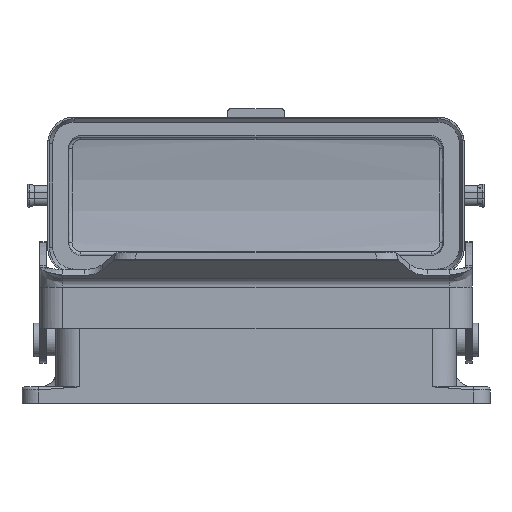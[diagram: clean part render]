
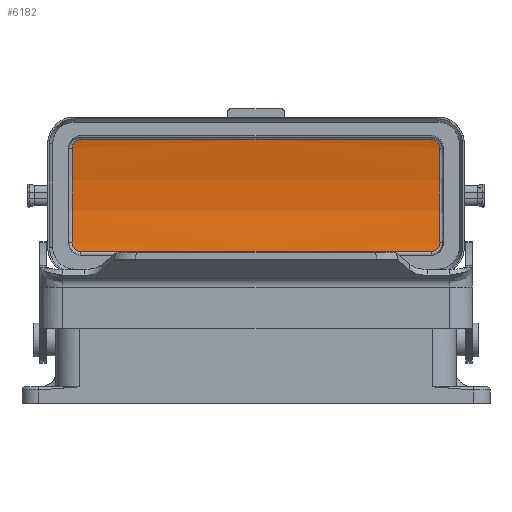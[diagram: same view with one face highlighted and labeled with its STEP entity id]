
A CAD part, front view. The second image highlights one B-rep face of the part: STEP entity #6182.
In plain terms, the highlighted cylindrical face has radius 77.95 mm (diameter 155.9 mm), a partial arc.
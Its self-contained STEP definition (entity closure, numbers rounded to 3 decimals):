
#5100=CYLINDRICAL_SURFACE('',#17426,77.95);
#5410=(
BOUNDED_CURVE()
B_SPLINE_CURVE(3,(#26028,#26029,#26030,#26031,#26032,#26033,#26034,#26035,
#26036,#26037),.UNSPECIFIED.,.F.,.F.)
B_SPLINE_CURVE_WITH_KNOTS((4,2,1,1,2,4),(0.,0.424,0.506,
0.638,0.868,1.),.UNSPECIFIED.)
CURVE()
GEOMETRIC_REPRESENTATION_ITEM()
RATIONAL_B_SPLINE_CURVE((1.,1.,1.,1.,1.,1.,1.,1.,1.,1.))
REPRESENTATION_ITEM('')
);
#5411=(
BOUNDED_CURVE()
B_SPLINE_CURVE(3,(#26041,#26042,#26043,#26044,#26045,#26046,#26047,#26048,
#26049),.UNSPECIFIED.,.F.,.F.)
B_SPLINE_CURVE_WITH_KNOTS((4,1,1,1,2,4),(0.,0.256,0.397,
0.514,0.612,1.),.UNSPECIFIED.)
CURVE()
GEOMETRIC_REPRESENTATION_ITEM()
RATIONAL_B_SPLINE_CURVE((1.,1.,1.,1.,1.,1.,1.,1.,1.))
REPRESENTATION_ITEM('')
);
#5412=(
BOUNDED_CURVE()
B_SPLINE_CURVE(3,(#26061,#26062,#26063,#26064,#26065,#26066,#26067,#26068,
#26069),.UNSPECIFIED.,.F.,.F.)
B_SPLINE_CURVE_WITH_KNOTS((4,2,1,1,1,4),(0.,0.388,0.486,
0.603,0.744,1.),.UNSPECIFIED.)
CURVE()
GEOMETRIC_REPRESENTATION_ITEM()
RATIONAL_B_SPLINE_CURVE((1.,1.,1.,1.,1.,
1.,1.,1.,1.))
REPRESENTATION_ITEM('')
);
#5413=(
BOUNDED_CURVE()
B_SPLINE_CURVE(3,(#26073,#26074,#26075,#26076,#26077,#26078,#26079,#26080,
#26081,#26082),.UNSPECIFIED.,.F.,.F.)
B_SPLINE_CURVE_WITH_KNOTS((4,2,1,1,2,4),(0.,0.132,0.362,
0.494,0.576,1.),.UNSPECIFIED.)
CURVE()
GEOMETRIC_REPRESENTATION_ITEM()
RATIONAL_B_SPLINE_CURVE((1.,1.,1.,1.,1.,1.,1.,1.,1.,1.))
REPRESENTATION_ITEM('')
);
#5627=B_SPLINE_CURVE_WITH_KNOTS('',3,(#26022,#26023,#26024,#26025),
 .UNSPECIFIED.,.F.,.F.,(4,4),(0.,1.),.UNSPECIFIED.);
#5628=B_SPLINE_CURVE_WITH_KNOTS('',3,(#26051,#26052,#26053,#26054),
 .UNSPECIFIED.,.F.,.F.,(4,4),(0.,1.),.UNSPECIFIED.);
#5629=B_SPLINE_CURVE_WITH_KNOTS('',3,(#26056,#26057,#26058,#26059),
 .UNSPECIFIED.,.F.,.F.,(4,4),(0.,1.),.UNSPECIFIED.);
#5630=B_SPLINE_CURVE_WITH_KNOTS('',3,(#26084,#26085,#26086,#26087),
 .UNSPECIFIED.,.F.,.F.,(4,4),(0.,1.),.UNSPECIFIED.);
#6182=ADVANCED_FACE('',(#7102),#5100,.F.);
#7102=FACE_OUTER_BOUND('',#7845,.T.);
#7845=EDGE_LOOP('',(#12442,#12443,#12444,#12445,#12446,#12447,#12448,#12449,
#12450,#12451));
#12442=ORIENTED_EDGE('',*,*,#15977,.F.);
#12443=ORIENTED_EDGE('',*,*,#15978,.F.);
#12444=ORIENTED_EDGE('',*,*,#15979,.F.);
#12445=ORIENTED_EDGE('',*,*,#15980,.F.);
#12446=ORIENTED_EDGE('',*,*,#15981,.F.);
#12447=ORIENTED_EDGE('',*,*,#15982,.F.);
#12448=ORIENTED_EDGE('',*,*,#15983,.F.);
#12449=ORIENTED_EDGE('',*,*,#15984,.F.);
#12450=ORIENTED_EDGE('',*,*,#15985,.F.);
#12451=ORIENTED_EDGE('',*,*,#15986,.F.);
#14401=VERTEX_POINT('',#26026);
#14402=VERTEX_POINT('',#26027);
#14403=VERTEX_POINT('',#26038);
#14404=VERTEX_POINT('',#26040);
#14405=VERTEX_POINT('',#26050);
#14406=VERTEX_POINT('',#26055);
#14407=VERTEX_POINT('',#26060);
#14408=VERTEX_POINT('',#26070);
#14409=VERTEX_POINT('',#26072);
#14410=VERTEX_POINT('',#26083);
#15977=EDGE_CURVE('',#14401,#14402,#5627,.T.);
#15978=EDGE_CURVE('',#14403,#14401,#5410,.T.);
#15979=EDGE_CURVE('',#14404,#14403,#16652,.T.);
#15980=EDGE_CURVE('',#14405,#14404,#5411,.T.);
#15981=EDGE_CURVE('',#14406,#14405,#5628,.T.);
#15982=EDGE_CURVE('',#14407,#14406,#5629,.T.);
#15983=EDGE_CURVE('',#14408,#14407,#5412,.T.);
#15984=EDGE_CURVE('',#14409,#14408,#16653,.T.);
#15985=EDGE_CURVE('',#14410,#14409,#5413,.T.);
#15986=EDGE_CURVE('',#14402,#14410,#5630,.T.);
#16652=CIRCLE('',#17424,77.95);
#16653=CIRCLE('',#17425,77.95);
#17424=AXIS2_PLACEMENT_3D('',#26039,#19759,#19760);
#17425=AXIS2_PLACEMENT_3D('',#26071,#19761,#19762);
#17426=AXIS2_PLACEMENT_3D('',#26088,#19763,#19764);
#19759=DIRECTION('',(1.,0.,0.));
#19760=DIRECTION('',(0.,0.983,-0.182));
#19761=DIRECTION('',(-1.,0.,0.));
#19762=DIRECTION('',(0.,0.983,0.182));
#19763=DIRECTION('',(-1.,0.,0.));
#19764=DIRECTION('',(0.,-0.974,-0.227));
#26022=CARTESIAN_POINT('',(-58.401,44.531,53.643));
#26023=CARTESIAN_POINT('',(-40.901,44.531,53.643));
#26024=CARTESIAN_POINT('',(-23.401,44.531,53.643));
#26025=CARTESIAN_POINT('',(-5.901,44.531,53.643));
#26026=CARTESIAN_POINT('',(-58.401,44.531,53.643));
#26027=CARTESIAN_POINT('',(-5.901,44.531,53.643));
#26028=CARTESIAN_POINT('',(-60.901,45.048,51.091));
#26029=CARTESIAN_POINT('',(-60.901,44.946,51.641));
#26030=CARTESIAN_POINT('',(-60.672,44.839,52.178));
#26031=CARTESIAN_POINT('',(-60.261,44.733,52.696));
#26032=CARTESIAN_POINT('',(-60.079,44.69,52.903));
#26033=CARTESIAN_POINT('',(-59.634,44.609,53.284));
#26034=CARTESIAN_POINT('',(-59.201,44.562,53.499));
#26035=CARTESIAN_POINT('',(-58.744,44.536,53.619));
#26036=CARTESIAN_POINT('',(-58.573,44.531,53.643));
#26037=CARTESIAN_POINT('',(-58.401,44.531,53.643));
#26038=CARTESIAN_POINT('',(-60.901,45.048,51.091));
#26039=CARTESIAN_POINT('',(-60.901,-31.6,36.901));
#26040=CARTESIAN_POINT('',(-60.901,45.048,22.711));
#26041=CARTESIAN_POINT('',(-58.401,44.531,20.159));
#26042=CARTESIAN_POINT('',(-58.74,44.531,20.159));
#26043=CARTESIAN_POINT('',(-59.253,44.562,20.302));
#26044=CARTESIAN_POINT('',(-59.829,44.643,20.675));
#26045=CARTESIAN_POINT('',(-60.172,44.71,20.995));
#26046=CARTESIAN_POINT('',(-60.347,44.754,21.21));
#26047=CARTESIAN_POINT('',(-60.714,44.859,21.725));
#26048=CARTESIAN_POINT('',(-60.901,44.955,22.213));
#26049=CARTESIAN_POINT('',(-60.901,45.048,22.711));
#26050=CARTESIAN_POINT('',(-58.401,44.531,20.159));
#26051=CARTESIAN_POINT('',(-5.901,44.531,20.159));
#26052=CARTESIAN_POINT('',(-23.401,44.531,20.159));
#26053=CARTESIAN_POINT('',(-40.901,44.531,20.159));
#26054=CARTESIAN_POINT('',(-58.401,44.531,20.159));
#26055=CARTESIAN_POINT('',(-5.901,44.531,20.159));
#26056=CARTESIAN_POINT('',(46.599,44.531,20.159));
#26057=CARTESIAN_POINT('',(29.099,44.531,20.159));
#26058=CARTESIAN_POINT('',(11.599,44.531,20.159));
#26059=CARTESIAN_POINT('',(-5.901,44.531,20.159));
#26060=CARTESIAN_POINT('',(46.599,44.531,20.159));
#26061=CARTESIAN_POINT('',(49.099,45.048,22.711));
#26062=CARTESIAN_POINT('',(49.099,44.955,22.213));
#26063=CARTESIAN_POINT('',(48.912,44.859,21.725));
#26064=CARTESIAN_POINT('',(48.546,44.754,21.21));
#26065=CARTESIAN_POINT('',(48.371,44.71,20.995));
#26066=CARTESIAN_POINT('',(48.027,44.643,20.675));
#26067=CARTESIAN_POINT('',(47.452,44.562,20.302));
#26068=CARTESIAN_POINT('',(46.938,44.531,20.159));
#26069=CARTESIAN_POINT('',(46.599,44.531,20.159));
#26070=CARTESIAN_POINT('',(49.099,45.048,22.711));
#26071=CARTESIAN_POINT('',(49.099,-31.6,36.901));
#26072=CARTESIAN_POINT('',(49.099,45.048,51.091));
#26073=CARTESIAN_POINT('',(46.599,44.531,53.643));
#26074=CARTESIAN_POINT('',(46.772,44.531,53.643));
#26075=CARTESIAN_POINT('',(46.943,44.536,53.619));
#26076=CARTESIAN_POINT('',(47.399,44.562,53.499));
#26077=CARTESIAN_POINT('',(47.833,44.609,53.284));
#26078=CARTESIAN_POINT('',(48.277,44.69,52.903));
#26079=CARTESIAN_POINT('',(48.46,44.733,52.696));
#26080=CARTESIAN_POINT('',(48.871,44.839,52.178));
#26081=CARTESIAN_POINT('',(49.099,44.946,51.641));
#26082=CARTESIAN_POINT('',(49.099,45.048,51.091));
#26083=CARTESIAN_POINT('',(46.599,44.531,53.643));
#26084=CARTESIAN_POINT('',(-5.901,44.531,53.643));
#26085=CARTESIAN_POINT('',(11.599,44.531,53.643));
#26086=CARTESIAN_POINT('',(29.099,44.531,53.643));
#26087=CARTESIAN_POINT('',(46.599,44.531,53.643));
#26088=CARTESIAN_POINT('',(50.199,-31.6,36.901));
